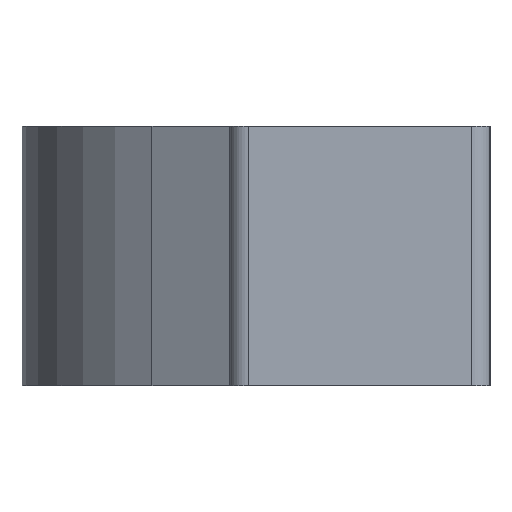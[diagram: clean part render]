
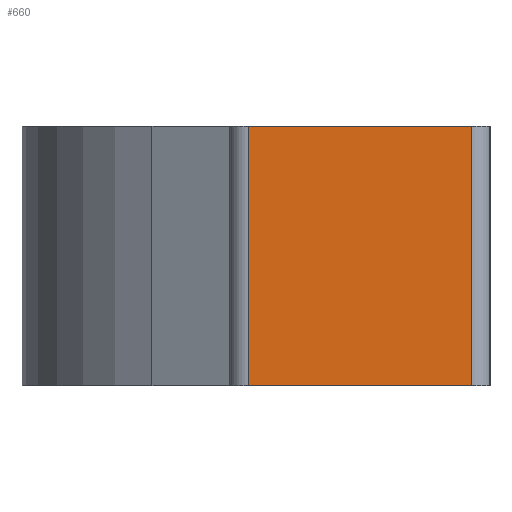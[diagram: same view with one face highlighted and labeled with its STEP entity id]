
A CAD part, left-side view. The second image highlights one B-rep face of the part: STEP entity #660.
In plain terms, the highlighted planar face has unit normal (-1, 0, 0).
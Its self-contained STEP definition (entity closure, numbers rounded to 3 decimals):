
#274 = VERTEX_POINT('',#275);
#275 = CARTESIAN_POINT('',(-1.,-0.215,0.));
#282 = EDGE_CURVE('',#283,#274,#285,.T.);
#283 = VERTEX_POINT('',#284);
#284 = CARTESIAN_POINT('',(-1.,0.215,0.));
#285 = LINE('',#286,#287);
#286 = CARTESIAN_POINT('',(-1.,-0.25,0.));
#287 = VECTOR('',#288,1.);
#288 = DIRECTION('',(0.,-1.,0.));
#516 = VERTEX_POINT('',#517);
#517 = CARTESIAN_POINT('',(-1.,0.215,0.5));
#524 = EDGE_CURVE('',#525,#516,#527,.T.);
#525 = VERTEX_POINT('',#526);
#526 = CARTESIAN_POINT('',(-1.,-0.215,0.5));
#527 = LINE('',#528,#529);
#528 = CARTESIAN_POINT('',(-1.,-0.25,0.5));
#529 = VECTOR('',#530,1.);
#530 = DIRECTION('',(0.,1.,0.));
#650 = EDGE_CURVE('',#525,#274,#651,.T.);
#651 = LINE('',#652,#653);
#652 = CARTESIAN_POINT('',(-1.,-0.215,0.875));
#653 = VECTOR('',#654,1.);
#654 = DIRECTION('',(0.,0.,-1.));
#660 = ADVANCED_FACE('',(#661),#672,.F.);
#661 = FACE_BOUND('',#662,.T.);
#662 = EDGE_LOOP('',(#663,#664,#665,#666));
#663 = ORIENTED_EDGE('',*,*,#282,.T.);
#664 = ORIENTED_EDGE('',*,*,#650,.F.);
#665 = ORIENTED_EDGE('',*,*,#524,.T.);
#666 = ORIENTED_EDGE('',*,*,#667,.T.);
#667 = EDGE_CURVE('',#516,#283,#668,.T.);
#668 = LINE('',#669,#670);
#669 = CARTESIAN_POINT('',(-1.,0.215,0.875));
#670 = VECTOR('',#671,1.);
#671 = DIRECTION('',(0.,0.,-1.));
#672 = PLANE('',#673);
#673 = AXIS2_PLACEMENT_3D('',#674,#675,#676);
#674 = CARTESIAN_POINT('',(-1.,-0.25,0.875));
#675 = DIRECTION('',(1.,0.,0.));
#676 = DIRECTION('',(0.,1.,0.));
